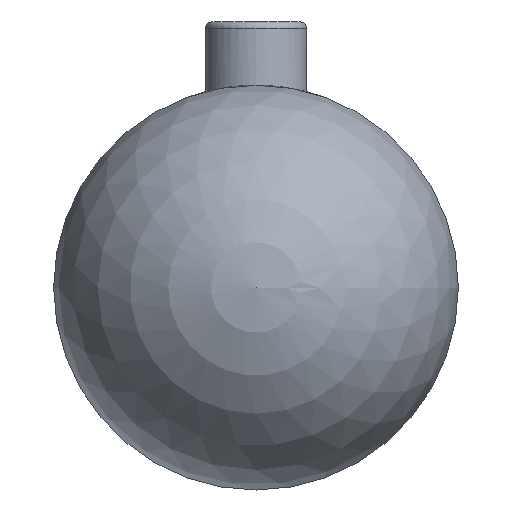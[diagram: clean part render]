
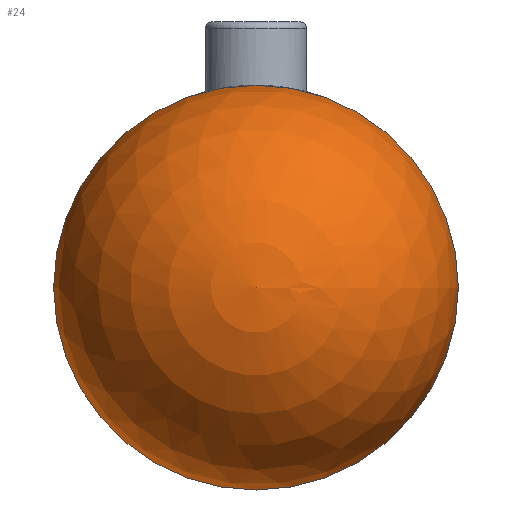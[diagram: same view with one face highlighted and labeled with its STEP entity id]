
A CAD part, front view. The second image highlights one B-rep face of the part: STEP entity #24.
In plain terms, the highlighted spherical face has radius 8 mm.
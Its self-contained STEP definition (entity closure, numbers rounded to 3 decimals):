
#13 = EDGE_CURVE ( 'NONE', #223, #224, #373, .T. ) ;
#18 = EDGE_CURVE ( 'NONE', #224, #223, #368, .T. ) ;
#24 = ADVANCED_FACE ( 'NONE', ( #152 ), #158, .T. ) ;
#122 = ORIENTED_EDGE ( 'NONE', *, *, #13, .F. ) ;
#135 = ORIENTED_EDGE ( 'NONE', *, *, #18, .F. ) ;
#152 = FACE_OUTER_BOUND ( 'NONE', #226, .T. ) ;
#157 = CARTESIAN_POINT ( 'NONE',  ( 0., 8., 0. ) ) ;
#158 = SPHERICAL_SURFACE ( 'NONE', #398, 8. ) ;
#165 = DIRECTION ( 'NONE',  ( 1., 0., 0. ) ) ;
#181 = DIRECTION ( 'NONE',  ( 0., 1., 0. ) ) ;
#223 = VERTEX_POINT ( 'NONE', #272 ) ;
#224 = VERTEX_POINT ( 'NONE', #257 ) ;
#226 = EDGE_LOOP ( 'NONE', ( #135, #122 ) ) ;
#257 = CARTESIAN_POINT ( 'NONE',  ( 0., 8., -8. ) ) ;
#272 = CARTESIAN_POINT ( 'NONE',  ( 0., 8., 8. ) ) ;
#308 = CARTESIAN_POINT ( 'NONE',  ( 0., 8., 0. ) ) ;
#310 = DIRECTION ( 'NONE',  ( 0., 0., -1. ) ) ;
#323 = DIRECTION ( 'NONE',  ( 0., 1., 0. ) ) ;
#351 = CARTESIAN_POINT ( 'NONE',  ( 0., 8., 0. ) ) ;
#352 = DIRECTION ( 'NONE',  ( 0., 1., 0. ) ) ;
#358 = DIRECTION ( 'NONE',  ( 0., 0., -1. ) ) ;
#368 = CIRCLE ( 'NONE', #379, 8. ) ;
#373 = CIRCLE ( 'NONE', #397, 8. ) ;
#379 = AXIS2_PLACEMENT_3D ( 'NONE', #351, #352, #358 ) ;
#397 = AXIS2_PLACEMENT_3D ( 'NONE', #308, #323, #310 ) ;
#398 = AXIS2_PLACEMENT_3D ( 'NONE', #157, #181, #165 ) ;
